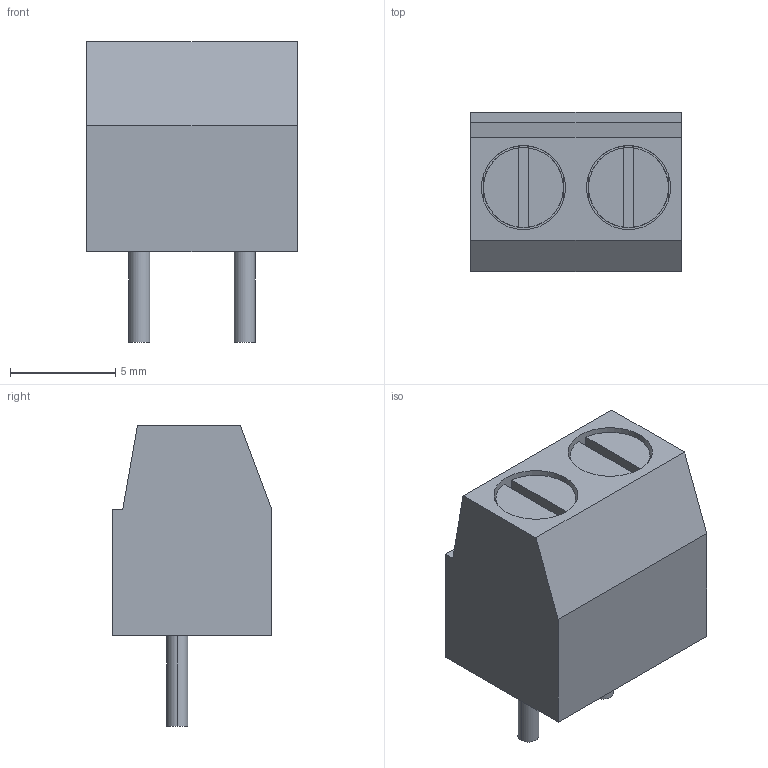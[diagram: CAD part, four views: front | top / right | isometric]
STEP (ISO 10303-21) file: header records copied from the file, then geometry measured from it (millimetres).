
FILE_DESCRIPTION(('TFLEX Exchange Step'),'2;1');
FILE_NAME('Terminal_KLS2_301_5.00_02P_2S.stp', '2020-05-21T16:54:28+05:00',('Admin'),('Unknown organisation'),'TFLEX Exchange 2019.2','T-FLEX CAD','Unknown authorisation');
FILE_SCHEMA( ('AUTOMOTIVE_DESIGN { 1 0 10303 214 1 1 1 1 }') );
Length unit declared in the file: millimetre
Products named in the file (5): 0; <Винты нормальные>Винт ГОСТ 1491-72; Тело_11:2; Тело_6:2; Клемник KLS2-301
Assembly tree (6 placements, depth 2):
  Клемник KLS2-301
    0
    <Винты нормальные>Винт ГОСТ 1491-72
    Тело_11:2  x2
    Тело_6:2  x2
Bounding box: 10 x 7.6 x 14.3 mm (x, y, z)
Volume: 501 mm3; surface area: 1441.3 mm2
Topology: 7 solids, 7 shells, 91 faces, 221 edges, 144 vertices
Faces by surface type: plane 69, cylinder 18, cone 2, torus 2
Full cylindrical faces by diameter (mm): 2 x2, 3.8 x2
Entity records: 2176 total; most frequent: DIRECTION 377, CARTESIAN_POINT 356, ORIENTED_EDGE 334, EDGE_CURVE 167, AXIS2_PLACEMENT_3D 129, VECTOR 119, LINE 119, VERTEX_POINT 108
